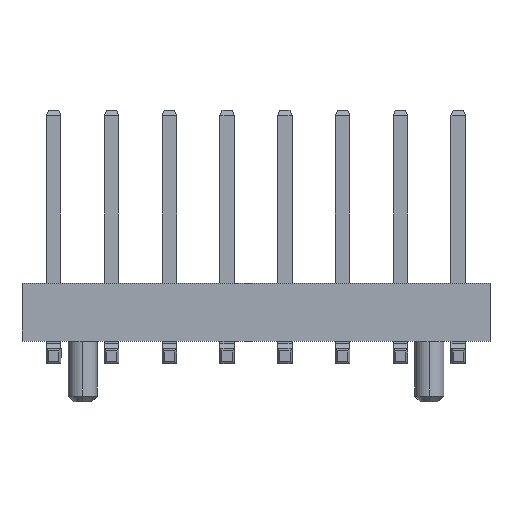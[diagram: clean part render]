
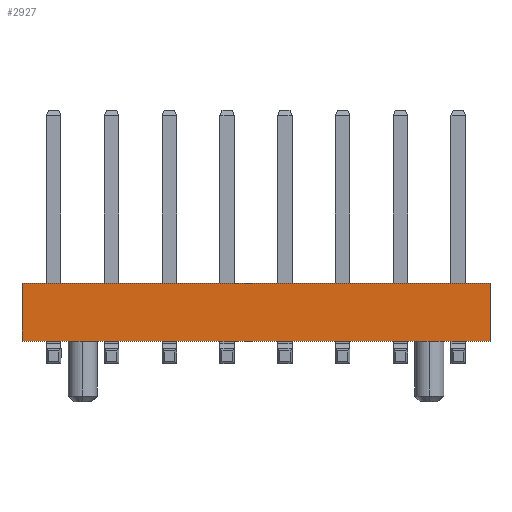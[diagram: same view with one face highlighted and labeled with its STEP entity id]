
A CAD part, top view. The second image highlights one B-rep face of the part: STEP entity #2927.
In plain terms, the highlighted planar face has unit normal (0, 0, 1).
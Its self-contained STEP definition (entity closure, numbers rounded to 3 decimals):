
#34 = CARTESIAN_POINT ( 'NONE',  ( 8.1, 0.77, 2. ) ) ;
#35 = ORIENTED_EDGE ( 'NONE', *, *, #708, .F. ) ;
#54 = VECTOR ( 'NONE', #2224, 1000. ) ;
#155 = DIRECTION ( 'NONE',  ( 1., 0., 0. ) ) ;
#374 = DIRECTION ( 'NONE',  ( 0., 1., 0. ) ) ;
#383 = CARTESIAN_POINT ( 'NONE',  ( 8.1, 2.77, 2. ) ) ;
#429 = VERTEX_POINT ( 'NONE', #2469 ) ;
#460 = CARTESIAN_POINT ( 'NONE',  ( -8.1, 0.77, 2. ) ) ;
#508 = DIRECTION ( 'NONE',  ( 0., 1., 0. ) ) ;
#579 = DIRECTION ( 'NONE',  ( 1., 0., 0. ) ) ;
#708 = EDGE_CURVE ( 'NONE', #2548, #2393, #727, .T. ) ;
#727 = LINE ( 'NONE', #3072, #792 ) ;
#792 = VECTOR ( 'NONE', #508, 1000. ) ;
#856 = AXIS2_PLACEMENT_3D ( 'NONE', #2545, #3620, #155 ) ;
#865 = LINE ( 'NONE', #2030, #1111 ) ;
#1111 = VECTOR ( 'NONE', #579, 1000. ) ;
#1191 = EDGE_CURVE ( 'NONE', #429, #2501, #1530, .T. ) ;
#1241 = CARTESIAN_POINT ( 'NONE',  ( -8.1, 2.77, 2. ) ) ;
#1287 = ORIENTED_EDGE ( 'NONE', *, *, #2797, .F. ) ;
#1530 = LINE ( 'NONE', #34, #2882 ) ;
#1531 = ORIENTED_EDGE ( 'NONE', *, *, #1191, .T. ) ;
#1557 = ORIENTED_EDGE ( 'NONE', *, *, #3175, .T. ) ;
#1782 = EDGE_LOOP ( 'NONE', ( #1287, #35, #1557, #1531 ) ) ;
#2030 = CARTESIAN_POINT ( 'NONE',  ( -8.1, 2.77, 2. ) ) ;
#2224 = DIRECTION ( 'NONE',  ( 1., 0., 0. ) ) ;
#2393 = VERTEX_POINT ( 'NONE', #1241 ) ;
#2469 = CARTESIAN_POINT ( 'NONE',  ( 8.1, 0.77, 2. ) ) ;
#2501 = VERTEX_POINT ( 'NONE', #383 ) ;
#2545 = CARTESIAN_POINT ( 'NONE',  ( -8.1, 0.77, 2. ) ) ;
#2548 = VERTEX_POINT ( 'NONE', #3118 ) ;
#2772 = PLANE ( 'NONE',  #856 ) ;
#2797 = EDGE_CURVE ( 'NONE', #2393, #2501, #865, .T. ) ;
#2882 = VECTOR ( 'NONE', #374, 1000. ) ;
#2927 = ADVANCED_FACE ( 'NONE', ( #3694 ), #2772, .T. ) ;
#3072 = CARTESIAN_POINT ( 'NONE',  ( -8.1, 0.77, 2. ) ) ;
#3118 = CARTESIAN_POINT ( 'NONE',  ( -8.1, 0.77, 2. ) ) ;
#3175 = EDGE_CURVE ( 'NONE', #2548, #429, #3617, .T. ) ;
#3617 = LINE ( 'NONE', #460, #54 ) ;
#3620 = DIRECTION ( 'NONE',  ( 0., 0., 1. ) ) ;
#3694 = FACE_OUTER_BOUND ( 'NONE', #1782, .T. ) ;
